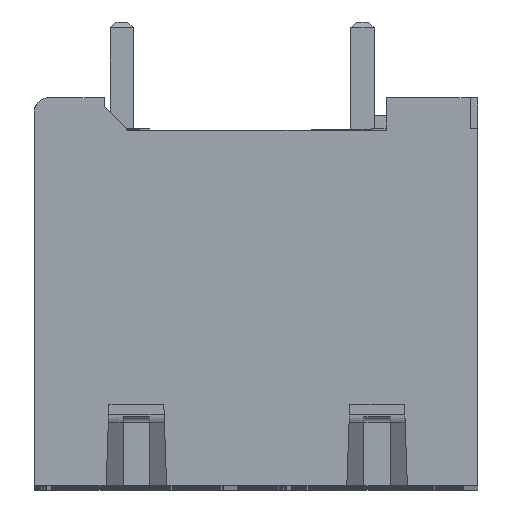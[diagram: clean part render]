
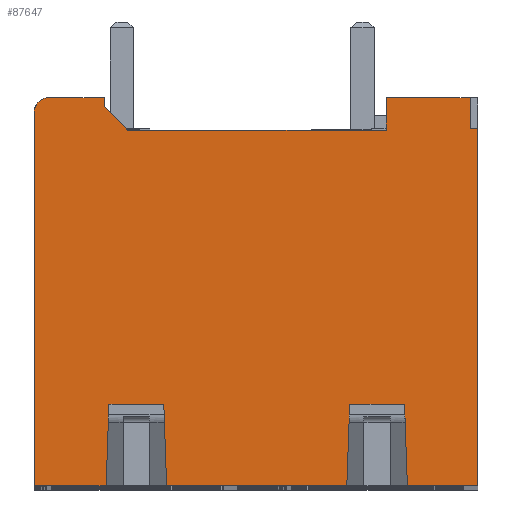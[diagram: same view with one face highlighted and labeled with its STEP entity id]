
A CAD part, top view. The second image highlights one B-rep face of the part: STEP entity #87647.
In plain terms, the highlighted planar face has unit normal (0, 0, 1).
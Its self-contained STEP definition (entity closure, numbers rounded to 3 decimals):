
#2370=DIRECTION('',(1.,0.,0.));
#2371=VECTOR('',#2370,2.462);
#2372=CARTESIAN_POINT('',(-3.,0.,2.2));
#2373=LINE('',#2372,#2371);
#2386=DIRECTION('',(1.,0.,0.));
#2387=VECTOR('',#2386,6.175);
#2388=CARTESIAN_POINT('',(1.537,0.,2.2));
#2389=LINE('',#2388,#2387);
#2402=DIRECTION('',(1.,0.,0.));
#2403=VECTOR('',#2402,2.413);
#2404=CARTESIAN_POINT('',(9.787,0.,2.2));
#2405=LINE('',#2404,#2403);
#20716=DIRECTION('',(-1.,0.,0.));
#20717=VECTOR('',#20716,2.878);
#20718=CARTESIAN_POINT('',(11.938,13.3,2.2));
#20719=LINE('',#20718,#20717);
#20740=DIRECTION('',(0.,-1.,0.));
#20741=VECTOR('',#20740,1.107);
#20742=CARTESIAN_POINT('',(9.059,13.3,2.2));
#20743=LINE('',#20742,#20741);
#21156=DIRECTION('',(-1.,0.,0.));
#21157=VECTOR('',#21156,8.853);
#21158=CARTESIAN_POINT('',(9.059,12.193,2.2));
#21159=LINE('',#21158,#21157);
#22230=DIRECTION('',(0.,1.,0.));
#22231=VECTOR('',#22230,0.295);
#22232=CARTESIAN_POINT('',(-0.605,13.005,2.2));
#22233=LINE('',#22232,#22231);
#22242=DIRECTION('',(-1.,0.,0.));
#22243=VECTOR('',#22242,1.895);
#22244=CARTESIAN_POINT('',(-0.605,13.3,2.2));
#22245=LINE('',#22244,#22243);
#24214=DIRECTION('',(0.,-1.,0.));
#24215=VECTOR('',#24214,12.25);
#24216=CARTESIAN_POINT('',(12.2,12.25,2.2));
#24217=LINE('',#24216,#24215);
#24218=DIRECTION('',(-0.035,0.999,0.));
#24219=VECTOR('',#24218,2.802);
#24220=CARTESIAN_POINT('',(9.787,0.,2.2));
#24221=LINE('',#24220,#24219);
#24222=DIRECTION('',(-1.,0.,0.));
#24223=VECTOR('',#24222,1.879);
#24224=CARTESIAN_POINT('',(9.69,2.8,2.2));
#24225=LINE('',#24224,#24223);
#24226=DIRECTION('',(-0.035,-0.999,0.));
#24227=VECTOR('',#24226,2.802);
#24228=CARTESIAN_POINT('',(7.811,2.8,2.2));
#24229=LINE('',#24228,#24227);
#24230=DIRECTION('',(-0.035,0.999,0.));
#24231=VECTOR('',#24230,2.802);
#24232=CARTESIAN_POINT('',(1.537,0.,2.2));
#24233=LINE('',#24232,#24231);
#24234=DIRECTION('',(-1.,0.,0.));
#24235=VECTOR('',#24234,1.879);
#24236=CARTESIAN_POINT('',(1.44,2.8,2.2));
#24237=LINE('',#24236,#24235);
#24238=DIRECTION('',(-0.035,-0.999,0.));
#24239=VECTOR('',#24238,2.802);
#24240=CARTESIAN_POINT('',(-0.439,2.8,
2.2));
#24241=LINE('',#24240,#24239);
#24242=DIRECTION('',(0.,1.,0.));
#24243=VECTOR('',#24242,12.8);
#24244=CARTESIAN_POINT('',(-3.,0.,2.2));
#24245=LINE('',#24244,#24243);
#24246=CARTESIAN_POINT('',(-2.5,12.8,2.2));
#24247=DIRECTION('',(0.,0.,-1.));
#24248=DIRECTION('',(-1.,0.,0.));
#24249=AXIS2_PLACEMENT_3D('',#24246,#24247,#24248);
#24251=DIRECTION('',(0.707,-0.707,0.));
#24252=VECTOR('',#24251,1.149);
#24253=CARTESIAN_POINT('',(-0.605,13.005,2.2));
#24254=LINE('',#24253,#24252);
#24255=DIRECTION('',(1.,0.,0.));
#24256=VECTOR('',#24255,0.262);
#24257=CARTESIAN_POINT('',(11.938,12.25,2.2));
#24258=LINE('',#24257,#24256);
#24571=DIRECTION('',(0.,1.,0.));
#24572=VECTOR('',#24571,1.05);
#24573=CARTESIAN_POINT('',(11.938,12.25,2.2));
#24574=LINE('',#24573,#24572);
#39641=CARTESIAN_POINT('',(12.2,12.25,2.2));
#39643=VERTEX_POINT('',#39641);
#39648=CARTESIAN_POINT('',(11.938,13.3,2.2));
#39649=VERTEX_POINT('',#39648);
#39650=CARTESIAN_POINT('',(9.059,13.3,2.2));
#39651=VERTEX_POINT('',#39650);
#39652=CARTESIAN_POINT('',(9.059,12.193,2.2));
#39653=VERTEX_POINT('',#39652);
#39702=CARTESIAN_POINT('',(0.207,12.193,2.2));
#39703=VERTEX_POINT('',#39702);
#39748=CARTESIAN_POINT('',(-0.605,13.005,2.2));
#39749=VERTEX_POINT('',#39748);
#39750=CARTESIAN_POINT('',(-0.605,13.3,2.2));
#39751=VERTEX_POINT('',#39750);
#39752=CARTESIAN_POINT('',(-2.5,13.3,2.2));
#39753=VERTEX_POINT('',#39752);
#39775=CARTESIAN_POINT('',(-3.,12.8,2.2));
#39776=VERTEX_POINT('',#39775);
#39777=CARTESIAN_POINT('',(11.938,12.25,2.2));
#39778=VERTEX_POINT('',#39777);
#39897=CARTESIAN_POINT('',(-0.439,2.8,
2.2));
#39898=CARTESIAN_POINT('',(-0.538,0.,2.2));
#39899=VERTEX_POINT('',#39897);
#39900=VERTEX_POINT('',#39898);
#39901=CARTESIAN_POINT('',(1.537,0.,2.2));
#39902=CARTESIAN_POINT('',(1.44,2.8,2.2));
#39903=VERTEX_POINT('',#39901);
#39904=VERTEX_POINT('',#39902);
#39905=CARTESIAN_POINT('',(7.811,2.8,2.2));
#39906=CARTESIAN_POINT('',(7.712,0.,2.2));
#39907=VERTEX_POINT('',#39905);
#39908=VERTEX_POINT('',#39906);
#39909=CARTESIAN_POINT('',(9.787,0.,2.2));
#39910=CARTESIAN_POINT('',(9.69,2.8,2.2));
#39911=VERTEX_POINT('',#39909);
#39912=VERTEX_POINT('',#39910);
#39913=CARTESIAN_POINT('',(-3.,0.,2.2));
#39914=VERTEX_POINT('',#39913);
#39915=CARTESIAN_POINT('',(12.2,0.,2.2));
#39916=VERTEX_POINT('',#39915);
#87610=CARTESIAN_POINT('',(0.,0.,2.2));
#87611=DIRECTION('',(0.,0.,1.));
#87612=DIRECTION('',(1.,0.,0.));
#87613=AXIS2_PLACEMENT_3D('',#87610,#87611,#87612);
#87614=PLANE('',#87613);
#87615=ORIENTED_EDGE('',*,*,#82160,.T.);
#87616=ORIENTED_EDGE('',*,*,#52171,.F.);
#87618=ORIENTED_EDGE('',*,*,#87617,.T.);
#87620=ORIENTED_EDGE('',*,*,#87619,.T.);
#87622=ORIENTED_EDGE('',*,*,#87621,.T.);
#87623=ORIENTED_EDGE('',*,*,#52163,.F.);
#87625=ORIENTED_EDGE('',*,*,#87624,.T.);
#87627=ORIENTED_EDGE('',*,*,#87626,.T.);
#87629=ORIENTED_EDGE('',*,*,#87628,.T.);
#87630=ORIENTED_EDGE('',*,*,#52155,.F.);
#87632=ORIENTED_EDGE('',*,*,#87631,.T.);
#87633=ORIENTED_EDGE('',*,*,#87603,.T.);
#87634=ORIENTED_EDGE('',*,*,#84819,.F.);
#87635=ORIENTED_EDGE('',*,*,#84800,.F.);
#87637=ORIENTED_EDGE('',*,*,#87636,.T.);
#87638=ORIENTED_EDGE('',*,*,#83691,.F.);
#87639=ORIENTED_EDGE('',*,*,#82525,.F.);
#87640=ORIENTED_EDGE('',*,*,#82502,.F.);
#87642=ORIENTED_EDGE('',*,*,#87641,.F.);
#87644=ORIENTED_EDGE('',*,*,#87643,.T.);
#87645=EDGE_LOOP('',(#87615,#87616,#87618,#87620,#87622,#87623,#87625,#87627,
#87629,#87630,#87632,#87633,#87634,#87635,#87637,#87638,#87639,#87640,#87642,
#87644));
#87646=FACE_OUTER_BOUND('',#87645,.F.);
#24250=CIRCLE('',#24249,0.5);
#52155=EDGE_CURVE('',#39914,#39900,#2373,.T.);
#52163=EDGE_CURVE('',#39903,#39908,#2389,.T.);
#52171=EDGE_CURVE('',#39911,#39916,#2405,.T.);
#82160=EDGE_CURVE('',#39643,#39916,#24217,.T.);
#82502=EDGE_CURVE('',#39649,#39651,#20719,.T.);
#82525=EDGE_CURVE('',#39651,#39653,#20743,.T.);
#83691=EDGE_CURVE('',#39653,#39703,#21159,.T.);
#84800=EDGE_CURVE('',#39749,#39751,#22233,.T.);
#84819=EDGE_CURVE('',#39751,#39753,#22245,.T.);
#87603=EDGE_CURVE('',#39776,#39753,#24250,.T.);
#87617=EDGE_CURVE('',#39911,#39912,#24221,.T.);
#87619=EDGE_CURVE('',#39912,#39907,#24225,.T.);
#87621=EDGE_CURVE('',#39907,#39908,#24229,.T.);
#87624=EDGE_CURVE('',#39903,#39904,#24233,.T.);
#87626=EDGE_CURVE('',#39904,#39899,#24237,.T.);
#87628=EDGE_CURVE('',#39899,#39900,#24241,.T.);
#87631=EDGE_CURVE('',#39914,#39776,#24245,.T.);
#87636=EDGE_CURVE('',#39749,#39703,#24254,.T.);
#87641=EDGE_CURVE('',#39778,#39649,#24574,.T.);
#87643=EDGE_CURVE('',#39778,#39643,#24258,.T.);
#87647=ADVANCED_FACE('',(#87646),#87614,.T.);
